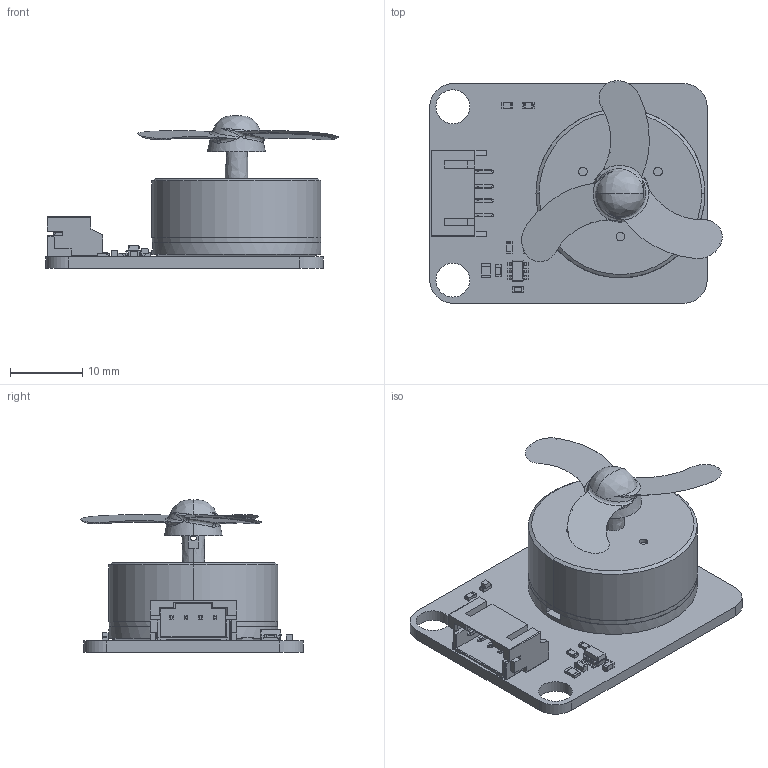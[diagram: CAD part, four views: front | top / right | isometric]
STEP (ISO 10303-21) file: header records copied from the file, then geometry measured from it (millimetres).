
FILE_DESCRIPTION(('KiCad electronic assembly'),'2;1');
FILE_NAME('BigMotor_Module.step','2025-07-16T15:14:43',('Pcbnew'),( 'Kicad'),'Open CASCADE STEP processor 7.8','KiCad to STEP converter' ,'Unknown');
FILE_SCHEMA(('AUTOMOTIVE_DESIGN { 1 0 10303 214 1 1 1 1 }'));
Length unit declared in the file: millimetre
Products named in the file (18): BigMotor_Module 1; User Library-6025moto3_2; 9D8D9E92-0419-4778-B443-92B0D4015824; User Library-rotort; C46848B8-9082-401F-A1F2-AFA6F95F35C2; Fuse_0805_2012Metric; R_0603_1608Metric; LED_0603_1608Metric_Castellated; C_0603_1608Metric; User Library-PH2_0-4PWB; User Library-PH2.0-4PWB; SOT-23-6; SOT_23_6; _autosave-BigMotor_Module_PCB
Assembly tree (21 placements, depth 3):
  BigMotor_Module 1
    User Library-6025moto3_2
      9D8D9E92-0419-4778-B443-92B0D4015824
    User Library-rotort
      C46848B8-9082-401F-A1F2-AFA6F95F35C2
    Fuse_0805_2012Metric
      Fuse_0805_2012Metric
    R_0603_1608Metric  x3
      R_0603_1608Metric
    LED_0603_1608Metric_Castellated  x2
      LED_0603_1608Metric_Castellated
    C_0603_1608Metric  x2
      C_0603_1608Metric
    User Library-PH2_0-4PWB
      User Library-PH2.0-4PWB
    SOT-23-6
      SOT_23_6
    _autosave-BigMotor_Module_PCB
Bounding box: 40.49 x 30.77 x 21.17 mm (x, y, z)
Volume: 6686.4 mm3; surface area: 5712.3 mm2
Topology: 20 solids, 20 shells, 1313 faces, 3486 edges, 2250 vertices
Faces by surface type: plane 690, bspline 345, cylinder 242, torus 32, sphere 4
Full cylindrical faces by diameter (mm): 4.7 x2, 6.5 x1
Entity records: 41173 total; most frequent: CARTESIAN_POINT 12520, ORIENTED_EDGE 6338, DIRECTION 4222, EDGE_CURVE 3169, VERTEX_POINT 2048, LINE 1882, VECTOR 1882, FACE_BOUND 1255
